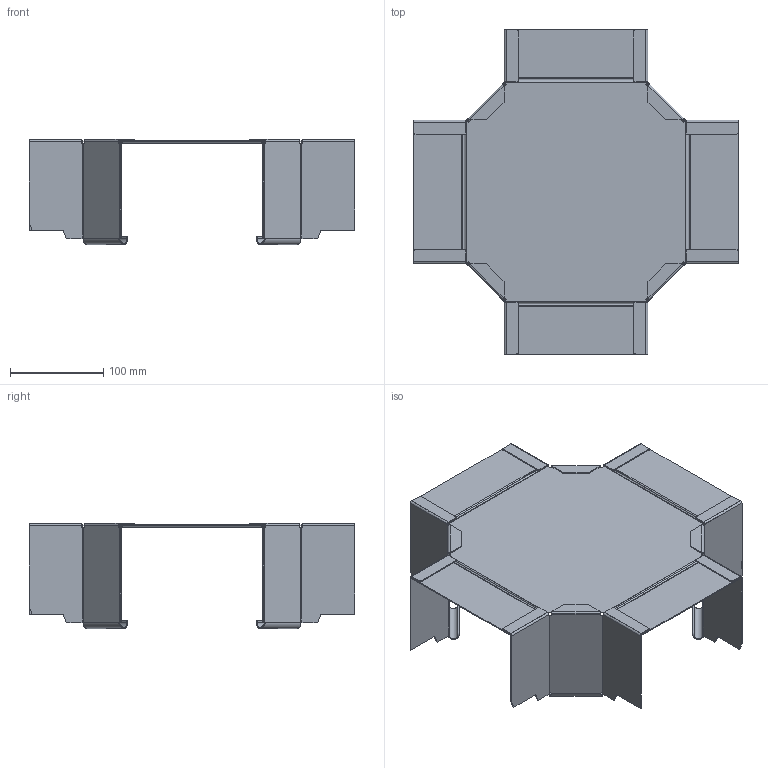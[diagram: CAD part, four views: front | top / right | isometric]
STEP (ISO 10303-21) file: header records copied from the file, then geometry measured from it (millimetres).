
FILE_DESCRIPTION((''),'2;1');
FILE_NAME('7027183_ASM','2014-05-07T',('AndreasKeweloh'),(''),'PRO/ENGINEER BY PARAMETRIC TECHNOLOGY CORPORATION, 2014000','PRO/ENGINEER BY PARAMETRIC TECHNOLOGY CORPORATION, 2014000','');
FILE_SCHEMA(('CONFIG_CONTROL_DESIGN'));
Length unit declared in the file: millimetre
Products named in the file (3): 7027183_BODENBLECH_RKM_150; 7027183_INNENHOLM_110; 7027183_ASM
Assembly tree (5 placements, depth 2):
  7027183_ASM
    7027183_BODENBLECH_RKM_150
    7027183_INNENHOLM_110  x4
Bounding box: 350.17 x 350.17 x 113 mm (x, y, z)
Volume: 212679.9 mm3; surface area: 345290.6 mm2
Topology: 5 solids, 5 shells, 422 faces, 996 edges, 584 vertices
Faces by surface type: plane 258, cylinder 124, bspline 40
Entity records: 4930 total; most frequent: CARTESIAN_POINT 1043, DIRECTION 815, ORIENTED_EDGE 774, EDGE_CURVE 387, AXIS2_PLACEMENT_3D 275, VECTOR 265, LINE 265, VERTEX_POINT 224
